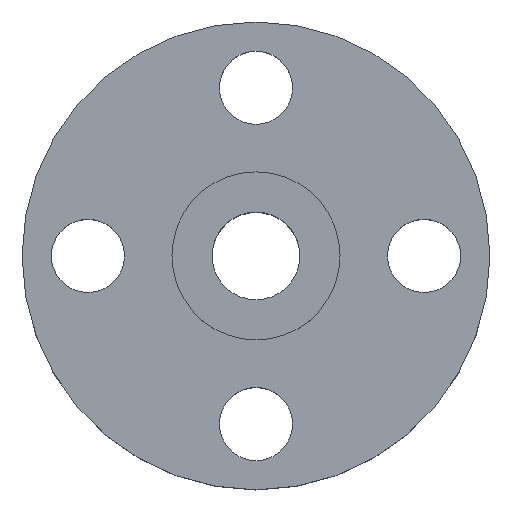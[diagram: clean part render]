
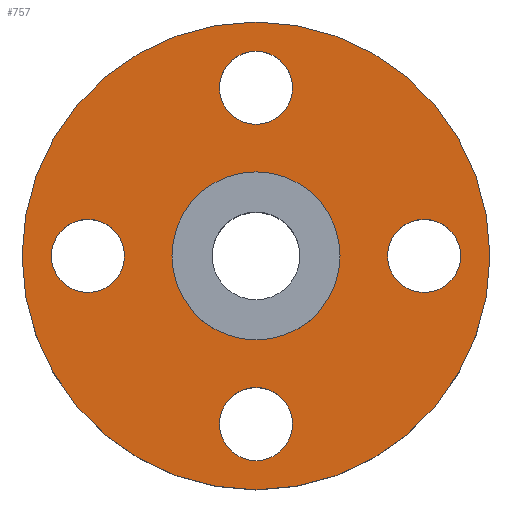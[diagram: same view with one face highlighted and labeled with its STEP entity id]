
A CAD part, top view. The second image highlights one B-rep face of the part: STEP entity #757.
In plain terms, the highlighted planar face has unit normal (0, 0, 1).
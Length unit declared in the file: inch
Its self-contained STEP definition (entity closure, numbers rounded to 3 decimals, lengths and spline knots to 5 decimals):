
#1 = VERTEX_POINT ( 'NONE', #759 ) ;
#3 = EDGE_CURVE ( 'NONE', #386, #425, #820, .T. ) ;
#13 = ORIENTED_EDGE ( 'NONE', *, *, #349, .F. ) ;
#19 = AXIS2_PLACEMENT_3D ( 'NONE', #184, #440, #248 ) ;
#28 = DIRECTION ( 'NONE',  ( 1., 0., 0. ) ) ;
#43 = CIRCLE ( 'NONE', #174, 4. ) ;
#48 = DIRECTION ( 'NONE',  ( 0., 1., 0. ) ) ;
#53 = FACE_BOUND ( 'NONE', #537, .T. ) ;
#66 = ORIENTED_EDGE ( 'NONE', *, *, #680, .F. ) ;
#69 = DIRECTION ( 'NONE',  ( 0., 0., 1. ) ) ;
#70 = ORIENTED_EDGE ( 'NONE', *, *, #587, .F. ) ;
#72 = DIRECTION ( 'NONE',  ( 0., 0., 1. ) ) ;
#96 = CARTESIAN_POINT ( 'NONE',  ( 4., 0., -0.25 ) ) ;
#99 = DIRECTION ( 'NONE',  ( 0., 0., 1. ) ) ;
#103 = DIRECTION ( 'NONE',  ( 0., 0., 1. ) ) ;
#114 = CARTESIAN_POINT ( 'NONE',  ( 0., 0., -0.25 ) ) ;
#120 = AXIS2_PLACEMENT_3D ( 'NONE', #253, #513, #123 ) ;
#123 = DIRECTION ( 'NONE',  ( -1., 0., 0. ) ) ;
#125 = ORIENTED_EDGE ( 'NONE', *, *, #629, .F. ) ;
#137 = CARTESIAN_POINT ( 'NONE',  ( -0.625, 2.875, -0.25 ) ) ;
#140 = DIRECTION ( 'NONE',  ( 1., 0., 0. ) ) ;
#144 = CARTESIAN_POINT ( 'NONE',  ( -4., 0., -0.25 ) ) ;
#151 = VERTEX_POINT ( 'NONE', #502 ) ;
#158 = EDGE_CURVE ( 'NONE', #433, #358, #200, .T. ) ;
#167 = CARTESIAN_POINT ( 'NONE',  ( 0., -2.875, -0.25 ) ) ;
#170 = DIRECTION ( 'NONE',  ( 0., -1., 0. ) ) ;
#174 = AXIS2_PLACEMENT_3D ( 'NONE', #396, #663, #140 ) ;
#184 = CARTESIAN_POINT ( 'NONE',  ( 2.875, 0., -0.25 ) ) ;
#195 = FACE_OUTER_BOUND ( 'NONE', #350, .T. ) ;
#200 = CIRCLE ( 'NONE', #19, 0.625 ) ;
#211 = CARTESIAN_POINT ( 'NONE',  ( 0., 2.875, -0.25 ) ) ;
#214 = VERTEX_POINT ( 'NONE', #321 ) ;
#216 = CARTESIAN_POINT ( 'NONE',  ( 0.625, -2.875, -0.25 ) ) ;
#233 = VERTEX_POINT ( 'NONE', #795 ) ;
#238 = CIRCLE ( 'NONE', #855, 0.625 ) ;
#239 = ORIENTED_EDGE ( 'NONE', *, *, #550, .F. ) ;
#246 = DIRECTION ( 'NONE',  ( 0., 0., 1. ) ) ;
#247 = FACE_BOUND ( 'NONE', #456, .T. ) ;
#248 = DIRECTION ( 'NONE',  ( -1., 0., 0. ) ) ;
#253 = CARTESIAN_POINT ( 'NONE',  ( 0., 1.4375, -0.25 ) ) ;
#255 = AXIS2_PLACEMENT_3D ( 'NONE', #584, #69, #334 ) ;
#256 = AXIS2_PLACEMENT_3D ( 'NONE', #211, #479, #412 ) ;
#260 = ORIENTED_EDGE ( 'NONE', *, *, #510, .F. ) ;
#263 = VERTEX_POINT ( 'NONE', #137 ) ;
#272 = EDGE_CURVE ( 'NONE', #425, #386, #43, .T. ) ;
#278 = EDGE_CURVE ( 'NONE', #1, #681, #515, .T. ) ;
#289 = DIRECTION ( 'NONE',  ( 1., 0., 0. ) ) ;
#307 = CARTESIAN_POINT ( 'NONE',  ( -2.875, 0., -0.25 ) ) ;
#308 = EDGE_CURVE ( 'NONE', #358, #433, #585, .T. ) ;
#311 = AXIS2_PLACEMENT_3D ( 'NONE', #667, #857, #671 ) ;
#321 = CARTESIAN_POINT ( 'NONE',  ( -0.625, -2.875, -0.25 ) ) ;
#334 = DIRECTION ( 'NONE',  ( 1., 0., 0. ) ) ;
#339 = AXIS2_PLACEMENT_3D ( 'NONE', #114, #369, #28 ) ;
#341 = CIRCLE ( 'NONE', #430, 0.625 ) ;
#344 = DIRECTION ( 'NONE',  ( 1., 0., 0. ) ) ;
#349 = EDGE_CURVE ( 'NONE', #681, #1, #570, .T. ) ;
#350 = EDGE_LOOP ( 'NONE', ( #722, #499 ) ) ;
#358 = VERTEX_POINT ( 'NONE', #473 ) ;
#363 = AXIS2_PLACEMENT_3D ( 'NONE', #307, #246, #849 ) ;
#369 = DIRECTION ( 'NONE',  ( 0., 0., 1. ) ) ;
#370 = DIRECTION ( 'NONE',  ( 0., 0., 1. ) ) ;
#386 = VERTEX_POINT ( 'NONE', #144 ) ;
#391 = PLANE ( 'NONE',  #120 ) ;
#392 = CARTESIAN_POINT ( 'NONE',  ( -2.875, 0., -0.25 ) ) ;
#396 = CARTESIAN_POINT ( 'NONE',  ( 0., 0., -0.25 ) ) ;
#398 = EDGE_CURVE ( 'NONE', #418, #151, #655, .T. ) ;
#410 = ORIENTED_EDGE ( 'NONE', *, *, #398, .F. ) ;
#412 = DIRECTION ( 'NONE',  ( 0., -1., 0. ) ) ;
#418 = VERTEX_POINT ( 'NONE', #676 ) ;
#425 = VERTEX_POINT ( 'NONE', #96 ) ;
#430 = AXIS2_PLACEMENT_3D ( 'NONE', #167, #103, #438 ) ;
#433 = VERTEX_POINT ( 'NONE', #540 ) ;
#434 = CARTESIAN_POINT ( 'NONE',  ( 0., 2.875, -0.25 ) ) ;
#438 = DIRECTION ( 'NONE',  ( 0., 1., 0. ) ) ;
#440 = DIRECTION ( 'NONE',  ( 0., 0., 1. ) ) ;
#448 = AXIS2_PLACEMENT_3D ( 'NONE', #434, #370, #170 ) ;
#456 = EDGE_LOOP ( 'NONE', ( #410, #239 ) ) ;
#458 = EDGE_LOOP ( 'NONE', ( #125, #66 ) ) ;
#467 = CARTESIAN_POINT ( 'NONE',  ( 0., 0., -0.25 ) ) ;
#473 = CARTESIAN_POINT ( 'NONE',  ( 3.5, 0., -0.25 ) ) ;
#479 = DIRECTION ( 'NONE',  ( 0., 0., 1. ) ) ;
#499 = ORIENTED_EDGE ( 'NONE', *, *, #3, .T. ) ;
#502 = CARTESIAN_POINT ( 'NONE',  ( -3.5, 0., -0.25 ) ) ;
#510 = EDGE_CURVE ( 'NONE', #233, #263, #765, .T. ) ;
#513 = DIRECTION ( 'NONE',  ( 0., 0., -1. ) ) ;
#515 = CIRCLE ( 'NONE', #255, 1.4375 ) ;
#537 = EDGE_LOOP ( 'NONE', ( #260, #70 ) ) ;
#540 = CARTESIAN_POINT ( 'NONE',  ( 2.25, 0., -0.25 ) ) ;
#550 = EDGE_CURVE ( 'NONE', #151, #418, #800, .T. ) ;
#570 = CIRCLE ( 'NONE', #749, 1.4375 ) ;
#584 = CARTESIAN_POINT ( 'NONE',  ( 0., 0., -0.25 ) ) ;
#585 = CIRCLE ( 'NONE', #311, 0.625 ) ;
#587 = EDGE_CURVE ( 'NONE', #263, #233, #812, .T. ) ;
#629 = EDGE_CURVE ( 'NONE', #816, #214, #341, .T. ) ;
#641 = DIRECTION ( 'NONE',  ( 0., 0., 1. ) ) ;
#655 = CIRCLE ( 'NONE', #853, 0.625 ) ;
#663 = DIRECTION ( 'NONE',  ( 0., 0., 1. ) ) ;
#667 = CARTESIAN_POINT ( 'NONE',  ( 2.875, 0., -0.25 ) ) ;
#671 = DIRECTION ( 'NONE',  ( -1., 0., 0. ) ) ;
#676 = CARTESIAN_POINT ( 'NONE',  ( -2.25, 0., -0.25 ) ) ;
#680 = EDGE_CURVE ( 'NONE', #214, #816, #238, .T. ) ;
#681 = VERTEX_POINT ( 'NONE', #780 ) ;
#709 = ORIENTED_EDGE ( 'NONE', *, *, #308, .F. ) ;
#710 = CARTESIAN_POINT ( 'NONE',  ( 0., -2.875, -0.25 ) ) ;
#714 = EDGE_LOOP ( 'NONE', ( #709, #805 ) ) ;
#719 = FACE_BOUND ( 'NONE', #745, .T. ) ;
#722 = ORIENTED_EDGE ( 'NONE', *, *, #272, .T. ) ;
#730 = FACE_BOUND ( 'NONE', #714, .T. ) ;
#745 = EDGE_LOOP ( 'NONE', ( #858, #13 ) ) ;
#749 = AXIS2_PLACEMENT_3D ( 'NONE', #467, #72, #344 ) ;
#757 = ADVANCED_FACE ( 'NONE', ( #53, #730, #842, #247, #719, #195 ), #391, .F. ) ;
#759 = CARTESIAN_POINT ( 'NONE',  ( 1.4375, 0., -0.25 ) ) ;
#765 = CIRCLE ( 'NONE', #256, 0.625 ) ;
#780 = CARTESIAN_POINT ( 'NONE',  ( -1.4375, 0., -0.25 ) ) ;
#795 = CARTESIAN_POINT ( 'NONE',  ( 0.625, 2.875, -0.25 ) ) ;
#800 = CIRCLE ( 'NONE', #363, 0.625 ) ;
#805 = ORIENTED_EDGE ( 'NONE', *, *, #158, .F. ) ;
#812 = CIRCLE ( 'NONE', #448, 0.625 ) ;
#816 = VERTEX_POINT ( 'NONE', #216 ) ;
#820 = CIRCLE ( 'NONE', #339, 4. ) ;
#842 = FACE_BOUND ( 'NONE', #458, .T. ) ;
#849 = DIRECTION ( 'NONE',  ( 1., 0., 0. ) ) ;
#853 = AXIS2_PLACEMENT_3D ( 'NONE', #392, #99, #289 ) ;
#855 = AXIS2_PLACEMENT_3D ( 'NONE', #710, #641, #48 ) ;
#857 = DIRECTION ( 'NONE',  ( 0., 0., 1. ) ) ;
#858 = ORIENTED_EDGE ( 'NONE', *, *, #278, .F. ) ;
